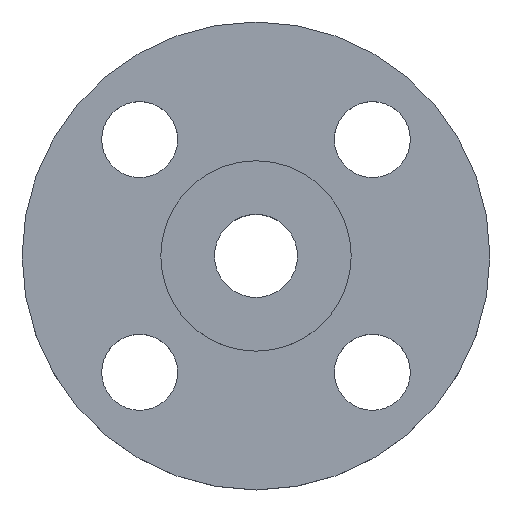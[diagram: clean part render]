
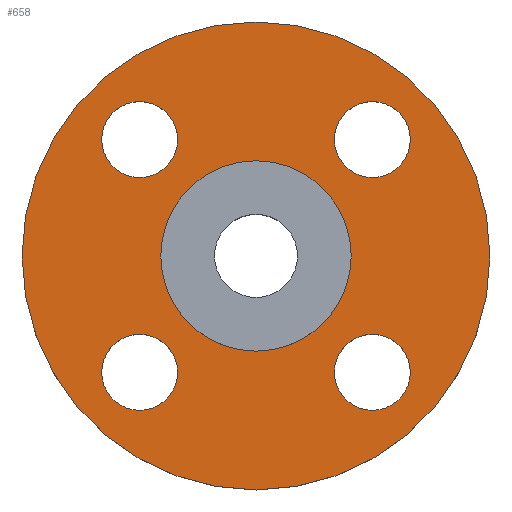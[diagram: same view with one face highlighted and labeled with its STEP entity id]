
A CAD part, top view. The second image highlights one B-rep face of the part: STEP entity #658.
In plain terms, the highlighted planar face has unit normal (0, 0, 1).
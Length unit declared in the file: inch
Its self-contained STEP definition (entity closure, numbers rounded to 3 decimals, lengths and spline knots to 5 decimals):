
#2 = DIRECTION ( 'NONE',  ( -1., 0., 0. ) ) ;
#3 = ORIENTED_EDGE ( 'NONE', *, *, #170, .F. ) ;
#5 = CIRCLE ( 'NONE', #496, 0.375 ) ;
#8 = CIRCLE ( 'NONE', #550, 0.375 ) ;
#9 = VERTEX_POINT ( 'NONE', #286 ) ;
#22 = VERTEX_POINT ( 'NONE', #291 ) ;
#26 = AXIS2_PLACEMENT_3D ( 'NONE', #750, #271, #207 ) ;
#33 = CIRCLE ( 'NONE', #130, 2.31 ) ;
#35 = CARTESIAN_POINT ( 'NONE',  ( -1.14905, -1.14905, -0.0625 ) ) ;
#36 = VERTEX_POINT ( 'NONE', #188 ) ;
#42 = CARTESIAN_POINT ( 'NONE',  ( 0., 0., -0.0625 ) ) ;
#43 = CARTESIAN_POINT ( 'NONE',  ( 1.52405, 1.14905, -0.0625 ) ) ;
#48 = CARTESIAN_POINT ( 'NONE',  ( -0.77405, -1.14905, -0.0625 ) ) ;
#50 = DIRECTION ( 'NONE',  ( 0., 0., 1. ) ) ;
#63 = EDGE_CURVE ( 'NONE', #270, #104, #198, .T. ) ;
#65 = AXIS2_PLACEMENT_3D ( 'NONE', #462, #408, #161 ) ;
#69 = CARTESIAN_POINT ( 'NONE',  ( 2.31, 0., -0.0625 ) ) ;
#85 = ORIENTED_EDGE ( 'NONE', *, *, #234, .F. ) ;
#91 = FACE_OUTER_BOUND ( 'NONE', #485, .T. ) ;
#104 = VERTEX_POINT ( 'NONE', #48 ) ;
#106 = DIRECTION ( 'NONE',  ( 1., 0., 0. ) ) ;
#108 = AXIS2_PLACEMENT_3D ( 'NONE', #610, #336, #515 ) ;
#124 = DIRECTION ( 'NONE',  ( 1., 0., 0. ) ) ;
#126 = ORIENTED_EDGE ( 'NONE', *, *, #63, .F. ) ;
#130 = AXIS2_PLACEMENT_3D ( 'NONE', #592, #50, #229 ) ;
#136 = CIRCLE ( 'NONE', #26, 0.375 ) ;
#139 = EDGE_LOOP ( 'NONE', ( #3, #721 ) ) ;
#140 = FACE_BOUND ( 'NONE', #139, .T. ) ;
#146 = CIRCLE ( 'NONE', #387, 0.375 ) ;
#161 = DIRECTION ( 'NONE',  ( 0., 1., 0. ) ) ;
#163 = ORIENTED_EDGE ( 'NONE', *, *, #492, .T. ) ;
#170 = EDGE_CURVE ( 'NONE', #766, #495, #146, .T. ) ;
#174 = ORIENTED_EDGE ( 'NONE', *, *, #541, .T. ) ;
#178 = AXIS2_PLACEMENT_3D ( 'NONE', #628, #264, #202 ) ;
#188 = CARTESIAN_POINT ( 'NONE',  ( -2.31, 0., -0.0625 ) ) ;
#193 = EDGE_LOOP ( 'NONE', ( #729, #390 ) ) ;
#195 = EDGE_LOOP ( 'NONE', ( #753, #256 ) ) ;
#198 = CIRCLE ( 'NONE', #742, 0.375 ) ;
#202 = DIRECTION ( 'NONE',  ( 1., 0., 0. ) ) ;
#205 = DIRECTION ( 'NONE',  ( 0., 0., 1. ) ) ;
#206 = VERTEX_POINT ( 'NONE', #456 ) ;
#207 = DIRECTION ( 'NONE',  ( 1., 0., 0. ) ) ;
#216 = AXIS2_PLACEMENT_3D ( 'NONE', #475, #555, #310 ) ;
#217 = ORIENTED_EDGE ( 'NONE', *, *, #447, .T. ) ;
#221 = EDGE_CURVE ( 'NONE', #461, #522, #350, .T. ) ;
#224 = DIRECTION ( 'NONE',  ( 0., 0., -1. ) ) ;
#226 = CIRCLE ( 'NONE', #621, 0.94 ) ;
#227 = DIRECTION ( 'NONE',  ( 0., 0., 1. ) ) ;
#229 = DIRECTION ( 'NONE',  ( 1., 0., 0. ) ) ;
#234 = EDGE_CURVE ( 'NONE', #104, #270, #8, .T. ) ;
#256 = ORIENTED_EDGE ( 'NONE', *, *, #741, .F. ) ;
#257 = CARTESIAN_POINT ( 'NONE',  ( -1.14905, 1.52405, -0.0625 ) ) ;
#264 = DIRECTION ( 'NONE',  ( 0., 0., 1. ) ) ;
#269 = DIRECTION ( 'NONE',  ( 0., 0., 1. ) ) ;
#270 = VERTEX_POINT ( 'NONE', #392 ) ;
#271 = DIRECTION ( 'NONE',  ( 0., 0., 1. ) ) ;
#283 = CARTESIAN_POINT ( 'NONE',  ( 1.14905, -1.52405, -0.0625 ) ) ;
#286 = CARTESIAN_POINT ( 'NONE',  ( -1.14905, 0.77405, -0.0625 ) ) ;
#291 = CARTESIAN_POINT ( 'NONE',  ( -0.94, 0., -0.0625 ) ) ;
#296 = EDGE_CURVE ( 'NONE', #657, #9, #5, .T. ) ;
#303 = CARTESIAN_POINT ( 'NONE',  ( -1.14905, -1.14905, -0.0625 ) ) ;
#310 = DIRECTION ( 'NONE',  ( 0., -1., 0. ) ) ;
#335 = PLANE ( 'NONE',  #178 ) ;
#336 = DIRECTION ( 'NONE',  ( 0., 0., 1. ) ) ;
#350 = CIRCLE ( 'NONE', #108, 0.375 ) ;
#353 = CARTESIAN_POINT ( 'NONE',  ( 0., 0., -0.0625 ) ) ;
#370 = DIRECTION ( 'NONE',  ( 0., 0., -1. ) ) ;
#376 = FACE_BOUND ( 'NONE', #457, .T. ) ;
#383 = FACE_BOUND ( 'NONE', #195, .T. ) ;
#386 = AXIS2_PLACEMENT_3D ( 'NONE', #353, #460, #401 ) ;
#387 = AXIS2_PLACEMENT_3D ( 'NONE', #613, #205, #695 ) ;
#390 = ORIENTED_EDGE ( 'NONE', *, *, #767, .F. ) ;
#392 = CARTESIAN_POINT ( 'NONE',  ( -1.52405, -1.14905, -0.0625 ) ) ;
#401 = DIRECTION ( 'NONE',  ( 1., 0., 0. ) ) ;
#408 = DIRECTION ( 'NONE',  ( 0., 0., 1. ) ) ;
#441 = CIRCLE ( 'NONE', #774, 0.94 ) ;
#445 = FACE_BOUND ( 'NONE', #193, .T. ) ;
#447 = EDGE_CURVE ( 'NONE', #36, #542, #603, .T. ) ;
#456 = CARTESIAN_POINT ( 'NONE',  ( 0.94, 0., -0.0625 ) ) ;
#457 = EDGE_LOOP ( 'NONE', ( #126, #85 ) ) ;
#460 = DIRECTION ( 'NONE',  ( 0., 0., 1. ) ) ;
#461 = VERTEX_POINT ( 'NONE', #43 ) ;
#462 = CARTESIAN_POINT ( 'NONE',  ( -1.14905, 1.14905, -0.0625 ) ) ;
#475 = CARTESIAN_POINT ( 'NONE',  ( 1.14905, -1.14905, -0.0625 ) ) ;
#485 = EDGE_LOOP ( 'NONE', ( #163, #217 ) ) ;
#487 = CARTESIAN_POINT ( 'NONE',  ( 1.14905, -0.77405, -0.0625 ) ) ;
#489 = CARTESIAN_POINT ( 'NONE',  ( -1.14905, 1.14905, -0.0625 ) ) ;
#492 = EDGE_CURVE ( 'NONE', #542, #36, #33, .T. ) ;
#495 = VERTEX_POINT ( 'NONE', #487 ) ;
#496 = AXIS2_PLACEMENT_3D ( 'NONE', #489, #510, #571 ) ;
#510 = DIRECTION ( 'NONE',  ( 0., 0., 1. ) ) ;
#515 = DIRECTION ( 'NONE',  ( 1., 0., 0. ) ) ;
#522 = VERTEX_POINT ( 'NONE', #659 ) ;
#533 = CIRCLE ( 'NONE', #65, 0.375 ) ;
#541 = EDGE_CURVE ( 'NONE', #206, #22, #441, .T. ) ;
#542 = VERTEX_POINT ( 'NONE', #69 ) ;
#550 = AXIS2_PLACEMENT_3D ( 'NONE', #35, #269, #761 ) ;
#553 = EDGE_CURVE ( 'NONE', #495, #766, #697, .T. ) ;
#555 = DIRECTION ( 'NONE',  ( 0., 0., 1. ) ) ;
#571 = DIRECTION ( 'NONE',  ( 0., 1., 0. ) ) ;
#592 = CARTESIAN_POINT ( 'NONE',  ( 0., 0., -0.0625 ) ) ;
#603 = CIRCLE ( 'NONE', #386, 2.31 ) ;
#610 = CARTESIAN_POINT ( 'NONE',  ( 1.14905, 1.14905, -0.0625 ) ) ;
#613 = CARTESIAN_POINT ( 'NONE',  ( 1.14905, -1.14905, -0.0625 ) ) ;
#621 = AXIS2_PLACEMENT_3D ( 'NONE', #42, #224, #106 ) ;
#628 = CARTESIAN_POINT ( 'NONE',  ( 0., 0., -0.0625 ) ) ;
#632 = FACE_BOUND ( 'NONE', #646, .T. ) ;
#639 = ORIENTED_EDGE ( 'NONE', *, *, #787, .T. ) ;
#646 = EDGE_LOOP ( 'NONE', ( #174, #639 ) ) ;
#657 = VERTEX_POINT ( 'NONE', #257 ) ;
#658 = ADVANCED_FACE ( 'NONE', ( #140, #376, #445, #383, #632, #91 ), #335, .T. ) ;
#659 = CARTESIAN_POINT ( 'NONE',  ( 0.77405, 1.14905, -0.0625 ) ) ;
#676 = CARTESIAN_POINT ( 'NONE',  ( 0., 0., -0.0625 ) ) ;
#695 = DIRECTION ( 'NONE',  ( 0., -1., 0. ) ) ;
#697 = CIRCLE ( 'NONE', #216, 0.375 ) ;
#721 = ORIENTED_EDGE ( 'NONE', *, *, #553, .F. ) ;
#729 = ORIENTED_EDGE ( 'NONE', *, *, #296, .F. ) ;
#741 = EDGE_CURVE ( 'NONE', #522, #461, #136, .T. ) ;
#742 = AXIS2_PLACEMENT_3D ( 'NONE', #303, #227, #2 ) ;
#750 = CARTESIAN_POINT ( 'NONE',  ( 1.14905, 1.14905, -0.0625 ) ) ;
#753 = ORIENTED_EDGE ( 'NONE', *, *, #221, .F. ) ;
#761 = DIRECTION ( 'NONE',  ( -1., 0., 0. ) ) ;
#766 = VERTEX_POINT ( 'NONE', #283 ) ;
#767 = EDGE_CURVE ( 'NONE', #9, #657, #533, .T. ) ;
#774 = AXIS2_PLACEMENT_3D ( 'NONE', #676, #370, #124 ) ;
#787 = EDGE_CURVE ( 'NONE', #22, #206, #226, .T. ) ;
